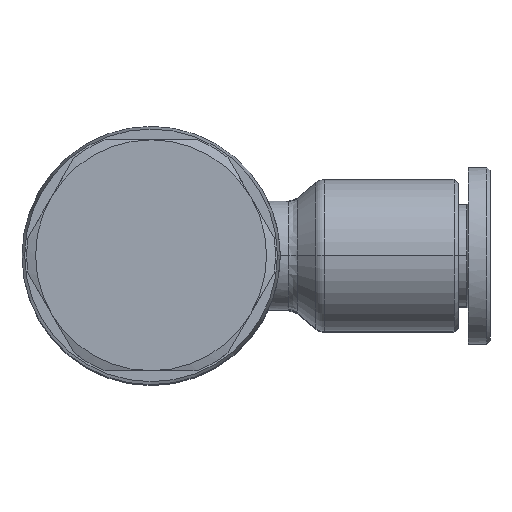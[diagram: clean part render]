
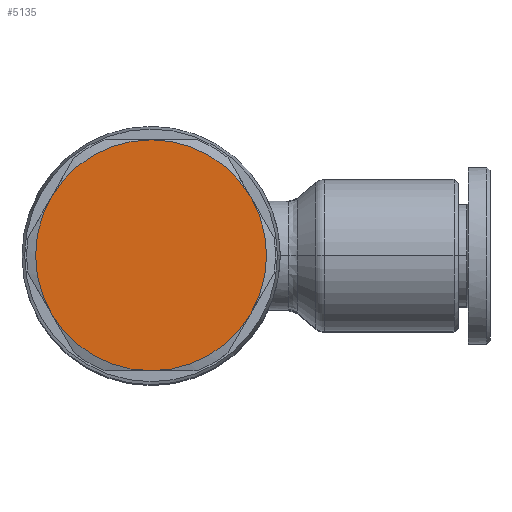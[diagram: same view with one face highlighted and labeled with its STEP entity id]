
A CAD part, top view. The second image highlights one B-rep face of the part: STEP entity #5135.
In plain terms, the highlighted planar face has unit normal (0, 0, 1).
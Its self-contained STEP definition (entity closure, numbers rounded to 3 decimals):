
#4505=CARTESIAN_POINT('',(2.,-8.5,12.0));
#4506=VERTEX_POINT('',#4505);
#4529=CARTESIAN_POINT('',(9.361,-4.25,12.0));
#4530=VERTEX_POINT('',#4529);
#4544=CARTESIAN_POINT('',(2.,0.,12.0));
#4545=DIRECTION('',(0.0,0.0,1.0));
#4546=DIRECTION('',(0.0,1.0,0.0));
#4547=AXIS2_PLACEMENT_3D('',#4544,#4545,#4546);
#4548=CIRCLE('',#4547,8.5);
#4549=EDGE_CURVE('',#4506,#4530,#4548,.T.);
#4559=CARTESIAN_POINT('',(9.361,4.25,12.0));
#4560=VERTEX_POINT('',#4559);
#4576=CARTESIAN_POINT('',(2.,0.,12.0));
#4577=DIRECTION('',(0.0,0.0,1.0));
#4578=DIRECTION('',(0.0,1.0,0.0));
#4579=AXIS2_PLACEMENT_3D('',#4576,#4577,#4578);
#4580=CIRCLE('',#4579,8.5);
#4581=EDGE_CURVE('',#4530,#4560,#4580,.T.);
#4615=CARTESIAN_POINT('',(-5.361,-4.25,12.0));
#4616=VERTEX_POINT('',#4615);
#4652=CARTESIAN_POINT('',(2.,0.,12.0));
#4653=DIRECTION('',(0.0,0.0,1.0));
#4654=DIRECTION('',(0.0,1.0,0.0));
#4655=AXIS2_PLACEMENT_3D('',#4652,#4653,#4654);
#4656=CIRCLE('',#4655,8.5);
#4657=EDGE_CURVE('',#4616,#4506,#4656,.T.);
#4669=CARTESIAN_POINT('',(-5.361,4.25,12.0));
#4670=VERTEX_POINT('',#4669);
#4706=CARTESIAN_POINT('',(2.,0.,12.0));
#4707=DIRECTION('',(0.0,0.0,1.0));
#4708=DIRECTION('',(0.0,1.0,0.0));
#4709=AXIS2_PLACEMENT_3D('',#4706,#4707,#4708);
#4710=CIRCLE('',#4709,8.5);
#4711=EDGE_CURVE('',#4670,#4616,#4710,.T.);
#4721=CARTESIAN_POINT('',(2.,8.5,12.0));
#4722=VERTEX_POINT('',#4721);
#4738=CARTESIAN_POINT('',(2.,0.,12.0));
#4739=DIRECTION('',(0.0,0.0,1.0));
#4740=DIRECTION('',(0.0,1.0,0.0));
#4741=AXIS2_PLACEMENT_3D('',#4738,#4739,#4740);
#4742=CIRCLE('',#4741,8.5);
#4743=EDGE_CURVE('',#4560,#4722,#4742,.T.);
#4812=CARTESIAN_POINT('',(2.,0.,12.0));
#4813=DIRECTION('',(0.0,0.0,1.0));
#4814=DIRECTION('',(0.0,1.0,0.0));
#4815=AXIS2_PLACEMENT_3D('',#4812,#4813,#4814);
#4816=CIRCLE('',#4815,8.5);
#4817=EDGE_CURVE('',#4722,#4670,#4816,.T.);
#5122=CARTESIAN_POINT('',(2.,0.,12.0));
#5123=DIRECTION('',(0.0,0.0,-1.0));
#5124=DIRECTION('',(0.0,-1.0,0.0));
#5125=AXIS2_PLACEMENT_3D('',#5122,#5123,#5124);
#5126=PLANE('',#5125);
#5127=ORIENTED_EDGE('',*,*,#4581,.T.);
#5128=ORIENTED_EDGE('',*,*,#4743,.T.);
#5129=ORIENTED_EDGE('',*,*,#4817,.T.);
#5130=ORIENTED_EDGE('',*,*,#4711,.T.);
#5131=ORIENTED_EDGE('',*,*,#4657,.T.);
#5132=ORIENTED_EDGE('',*,*,#4549,.T.);
#5133=EDGE_LOOP('',(#5127,#5128,#5129,#5130,#5131,#5132));
#5134=FACE_OUTER_BOUND('',#5133,.T.);
#5135=ADVANCED_FACE('',(#5134),#5126,.F.);
